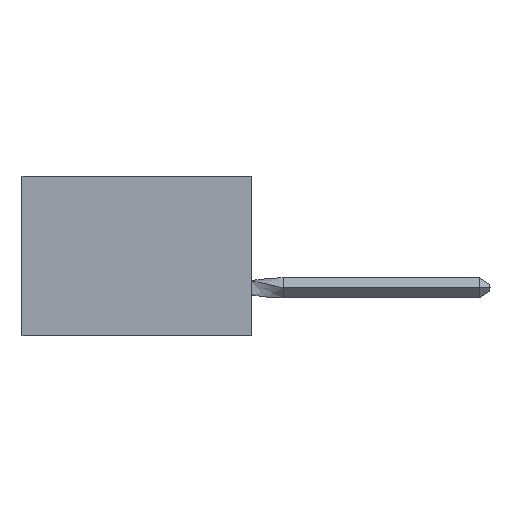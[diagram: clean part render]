
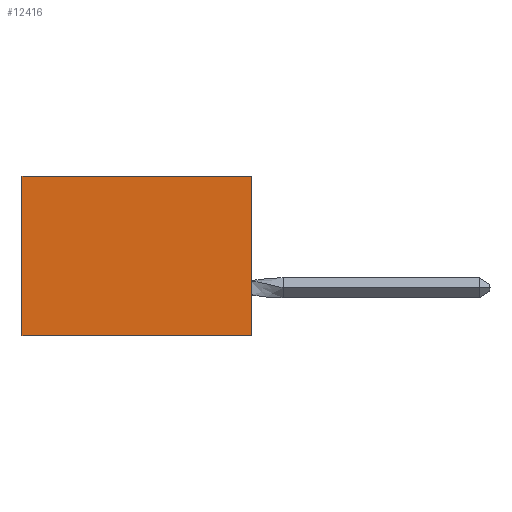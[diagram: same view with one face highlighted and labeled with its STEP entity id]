
A CAD part, left-side view. The second image highlights one B-rep face of the part: STEP entity #12416.
In plain terms, the highlighted planar face has unit normal (-1, 0, 0).
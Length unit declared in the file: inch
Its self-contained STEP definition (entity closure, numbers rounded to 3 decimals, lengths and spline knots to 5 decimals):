
#1097 = EDGE_CURVE ( 'NONE', #17834, #19601, #19347, .T. ) ;
#1582 = DIRECTION ( 'NONE',  ( 0., 0., -1. ) ) ;
#1925 = VECTOR ( 'NONE', #1582, 39.37008 ) ;
#3463 = VERTEX_POINT ( 'NONE', #14737 ) ;
#3886 = FACE_OUTER_BOUND ( 'NONE', #8319, .T. ) ;
#4222 = DIRECTION ( 'NONE',  ( 0., 0., -1. ) ) ;
#5049 = CARTESIAN_POINT ( 'NONE',  ( 0.305, 0., -0.5 ) ) ;
#5290 = VERTEX_POINT ( 'NONE', #16377 ) ;
#5722 = DIRECTION ( 'NONE',  ( 1., 0., 0. ) ) ;
#5973 = DIRECTION ( 'NONE',  ( 0., 1., 0. ) ) ;
#5978 = AXIS2_PLACEMENT_3D ( 'NONE', #8904, #5722, #4222 ) ;
#6038 = LINE ( 'NONE', #12075, #1925 ) ;
#6671 = ORIENTED_EDGE ( 'NONE', *, *, #13476, .T. ) ;
#8213 = EDGE_CURVE ( 'NONE', #17834, #5290, #16963, .T. ) ;
#8319 = EDGE_LOOP ( 'NONE', ( #6671, #15260, #15159, #11318 ) ) ;
#8641 = PLANE ( 'NONE',  #5978 ) ;
#8904 = CARTESIAN_POINT ( 'NONE',  ( 0.305, 0., -0.5 ) ) ;
#9493 = DIRECTION ( 'NONE',  ( 0., 0., -1. ) ) ;
#11021 = VECTOR ( 'NONE', #9493, 39.37008 ) ;
#11318 = ORIENTED_EDGE ( 'NONE', *, *, #8213, .T. ) ;
#11958 = LINE ( 'NONE', #12222, #19299 ) ;
#12075 = CARTESIAN_POINT ( 'NONE',  ( 0.305, 0.72, -0.5 ) ) ;
#12222 = CARTESIAN_POINT ( 'NONE',  ( 0.305, 0., -0.5 ) ) ;
#12416 = ADVANCED_FACE ( 'NONE', ( #3886 ), #8641, .F. ) ;
#13476 = EDGE_CURVE ( 'NONE', #5290, #3463, #6038, .T. ) ;
#13511 = CARTESIAN_POINT ( 'NONE',  ( 0.305, 0., 0. ) ) ;
#13888 = EDGE_CURVE ( 'NONE', #19601, #3463, #11958, .T. ) ;
#14737 = CARTESIAN_POINT ( 'NONE',  ( 0.305, 0.72, -0.5 ) ) ;
#15066 = VECTOR ( 'NONE', #5973, 39.37008 ) ;
#15159 = ORIENTED_EDGE ( 'NONE', *, *, #1097, .F. ) ;
#15260 = ORIENTED_EDGE ( 'NONE', *, *, #13888, .F. ) ;
#16377 = CARTESIAN_POINT ( 'NONE',  ( 0.305, 0.72, 0. ) ) ;
#16569 = CARTESIAN_POINT ( 'NONE',  ( 0.305, 0., 0. ) ) ;
#16696 = DIRECTION ( 'NONE',  ( 0., 1., 0. ) ) ;
#16963 = LINE ( 'NONE', #13511, #15066 ) ;
#17834 = VERTEX_POINT ( 'NONE', #16569 ) ;
#18699 = CARTESIAN_POINT ( 'NONE',  ( 0.305, 0., -0.5 ) ) ;
#19299 = VECTOR ( 'NONE', #16696, 39.37008 ) ;
#19347 = LINE ( 'NONE', #5049, #11021 ) ;
#19601 = VERTEX_POINT ( 'NONE', #18699 ) ;
